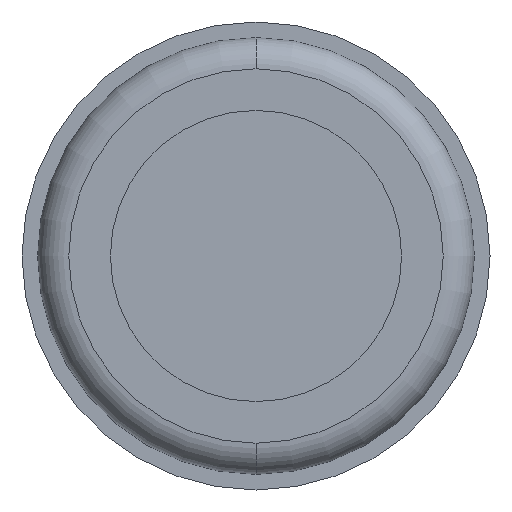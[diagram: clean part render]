
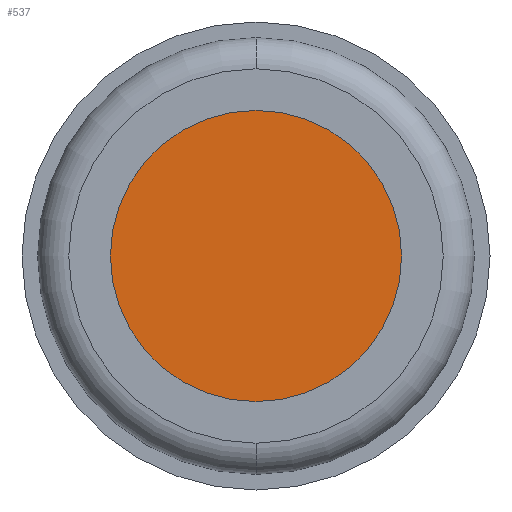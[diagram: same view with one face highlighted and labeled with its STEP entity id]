
A CAD part, front view. The second image highlights one B-rep face of the part: STEP entity #537.
In plain terms, the highlighted planar face has unit normal (0, -1, 0).
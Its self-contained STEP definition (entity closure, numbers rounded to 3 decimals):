
#32 = ORIENTED_EDGE ( 'NONE', *, *, #447, .F. ) ;
#34 = ORIENTED_EDGE ( 'NONE', *, *, #532, .F. ) ;
#125 = CIRCLE ( 'NONE', #549, 14. ) ;
#185 = VERTEX_POINT ( 'NONE', #337 ) ;
#226 = CIRCLE ( 'NONE', #629, 14. ) ;
#293 = CARTESIAN_POINT ( 'NONE',  ( 0., 11.8, 14. ) ) ;
#337 = CARTESIAN_POINT ( 'NONE',  ( 0., 11.8, -14. ) ) ;
#383 = CARTESIAN_POINT ( 'NONE',  ( 0., 11.8, 0. ) ) ;
#384 = DIRECTION ( 'NONE',  ( 0., 1., 0. ) ) ;
#385 = DIRECTION ( 'NONE',  ( 0., 0., 1. ) ) ;
#423 = CARTESIAN_POINT ( 'NONE',  ( 0., 11.8, 0. ) ) ;
#424 = DIRECTION ( 'NONE',  ( 0., 1., 0. ) ) ;
#425 = DIRECTION ( 'NONE',  ( 0., 0., 1. ) ) ;
#438 = PLANE ( 'NONE',  #559 ) ;
#439 = CARTESIAN_POINT ( 'NONE',  ( 14., 11.8, 0. ) ) ;
#440 = DIRECTION ( 'NONE',  ( 0., 1., 0. ) ) ;
#441 = DIRECTION ( 'NONE',  ( 0., 0., 1. ) ) ;
#447 = EDGE_CURVE ( 'NONE', #738, #185, #226, .T. ) ;
#532 = EDGE_CURVE ( 'NONE', #185, #738, #125, .T. ) ;
#537 = ADVANCED_FACE ( 'NONE', ( #553 ), #438, .F. ) ;
#549 = AXIS2_PLACEMENT_3D ( 'NONE', #423, #424, #425 ) ;
#553 = FACE_OUTER_BOUND ( 'NONE', #742, .T. ) ;
#559 = AXIS2_PLACEMENT_3D ( 'NONE', #439, #440, #441 ) ;
#629 = AXIS2_PLACEMENT_3D ( 'NONE', #383, #384, #385 ) ;
#738 = VERTEX_POINT ( 'NONE', #293 ) ;
#742 = EDGE_LOOP ( 'NONE', ( #32, #34 ) ) ;
